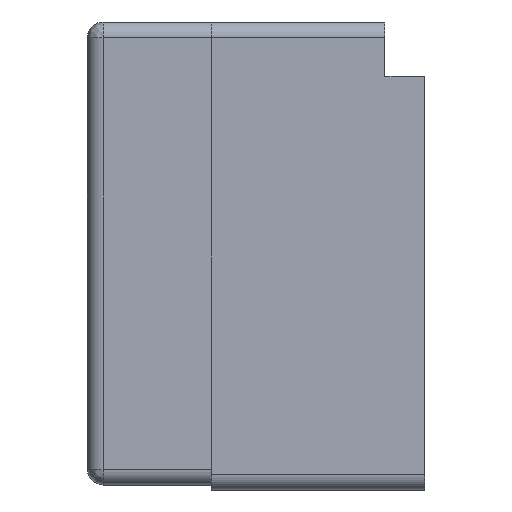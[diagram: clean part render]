
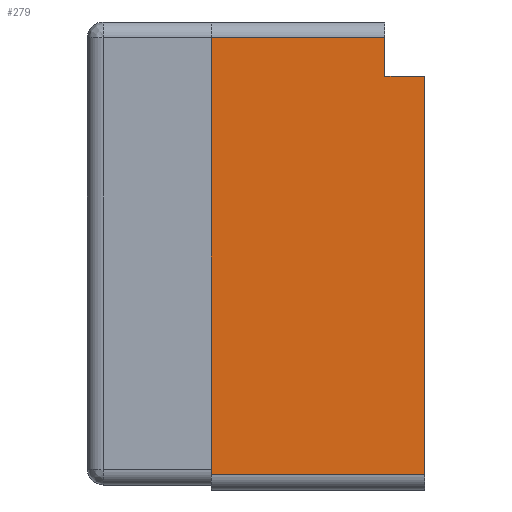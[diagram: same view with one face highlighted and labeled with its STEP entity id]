
A CAD part, left-side view. The second image highlights one B-rep face of the part: STEP entity #279.
In plain terms, the highlighted planar face has unit normal (-1, 0, 0).
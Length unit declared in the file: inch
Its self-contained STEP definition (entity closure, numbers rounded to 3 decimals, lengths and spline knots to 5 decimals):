
#2 = LINE ( 'NONE', #1016, #234 ) ;
#4 = CARTESIAN_POINT ( 'NONE',  ( -1.23031, -0.31929, -0.13386 ) ) ;
#17 = ORIENTED_EDGE ( 'NONE', *, *, #1020, .F. ) ;
#40 = VERTEX_POINT ( 'NONE', #744 ) ;
#99 = DIRECTION ( 'NONE',  ( 1., 0., 0. ) ) ;
#146 = CARTESIAN_POINT ( 'NONE',  ( -1.23031, 0.11063, 0. ) ) ;
#178 = PLANE ( 'NONE',  #422 ) ;
#184 = VECTOR ( 'NONE', #206, 39.37008 ) ;
#206 = DIRECTION ( 'NONE',  ( 0., 0., 1. ) ) ;
#230 = VERTEX_POINT ( 'NONE', #857 ) ;
#234 = VECTOR ( 'NONE', #600, 39.37008 ) ;
#279 = ADVANCED_FACE ( 'NONE', ( #1037 ), #178, .F. ) ;
#284 = ORIENTED_EDGE ( 'NONE', *, *, #797, .F. ) ;
#286 = ORIENTED_EDGE ( 'NONE', *, *, #347, .F. ) ;
#328 = VECTOR ( 'NONE', #426, 39.37008 ) ;
#341 = ORIENTED_EDGE ( 'NONE', *, *, #598, .F. ) ;
#347 = EDGE_CURVE ( 'NONE', #40, #230, #885, .T. ) ;
#361 = CARTESIAN_POINT ( 'NONE',  ( -1.23031, 0.41772, -0.03937 ) ) ;
#396 = DIRECTION ( 'NONE',  ( 0., 0., 1. ) ) ;
#415 = LINE ( 'NONE', #854, #328 ) ;
#419 = LINE ( 'NONE', #772, #940 ) ;
#422 = AXIS2_PLACEMENT_3D ( 'NONE', #630, #99, #446 ) ;
#426 = DIRECTION ( 'NONE',  ( 0., 0., -1. ) ) ;
#445 = CARTESIAN_POINT ( 'NONE',  ( -1.23031, 0.11063, -1.11996 ) ) ;
#446 = DIRECTION ( 'NONE',  ( 0., 0., -1. ) ) ;
#559 = EDGE_CURVE ( 'NONE', #1097, #628, #419, .T. ) ;
#587 = VERTEX_POINT ( 'NONE', #4 ) ;
#598 = EDGE_CURVE ( 'NONE', #230, #587, #415, .T. ) ;
#600 = DIRECTION ( 'NONE',  ( 0., -1., 0. ) ) ;
#628 = VERTEX_POINT ( 'NONE', #445 ) ;
#630 = CARTESIAN_POINT ( 'NONE',  ( -1.23031, 0.41772, 0. ) ) ;
#653 = ORIENTED_EDGE ( 'NONE', *, *, #1054, .T. ) ;
#697 = DIRECTION ( 'NONE',  ( 0., 1., 0. ) ) ;
#711 = EDGE_LOOP ( 'NONE', ( #745, #653, #17, #341, #286, #284 ) ) ;
#717 = VECTOR ( 'NONE', #1042, 39.37008 ) ;
#744 = CARTESIAN_POINT ( 'NONE',  ( -1.23031, 0.11063, -0.03937 ) ) ;
#745 = ORIENTED_EDGE ( 'NONE', *, *, #559, .F. ) ;
#752 = LINE ( 'NONE', #146, #184 ) ;
#772 = CARTESIAN_POINT ( 'NONE',  ( -1.23031, 0.41772, -1.11996 ) ) ;
#797 = EDGE_CURVE ( 'NONE', #628, #40, #752, .T. ) ;
#814 = LINE ( 'NONE', #900, #873 ) ;
#854 = CARTESIAN_POINT ( 'NONE',  ( -1.23031, -0.31929, 0. ) ) ;
#857 = CARTESIAN_POINT ( 'NONE',  ( -1.23031, -0.31929, -0.03937 ) ) ;
#873 = VECTOR ( 'NONE', #396, 39.37008 ) ;
#885 = LINE ( 'NONE', #361, #717 ) ;
#900 = CARTESIAN_POINT ( 'NONE',  ( -1.23031, -0.41772, -9.61961 ) ) ;
#917 = CARTESIAN_POINT ( 'NONE',  ( -1.23031, -0.41772, -1.11996 ) ) ;
#940 = VECTOR ( 'NONE', #697, 39.37008 ) ;
#946 = CARTESIAN_POINT ( 'NONE',  ( -1.23031, -0.41772, -0.13386 ) ) ;
#1006 = VERTEX_POINT ( 'NONE', #946 ) ;
#1016 = CARTESIAN_POINT ( 'NONE',  ( -1.23031, 0.41772, -0.13386 ) ) ;
#1020 = EDGE_CURVE ( 'NONE', #587, #1006, #2, .T. ) ;
#1037 = FACE_OUTER_BOUND ( 'NONE', #711, .T. ) ;
#1042 = DIRECTION ( 'NONE',  ( 0., -1., 0. ) ) ;
#1054 = EDGE_CURVE ( 'NONE', #1097, #1006, #814, .T. ) ;
#1097 = VERTEX_POINT ( 'NONE', #917 ) ;
